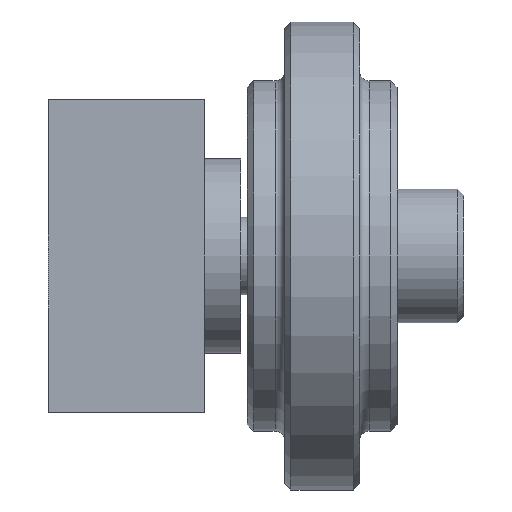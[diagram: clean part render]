
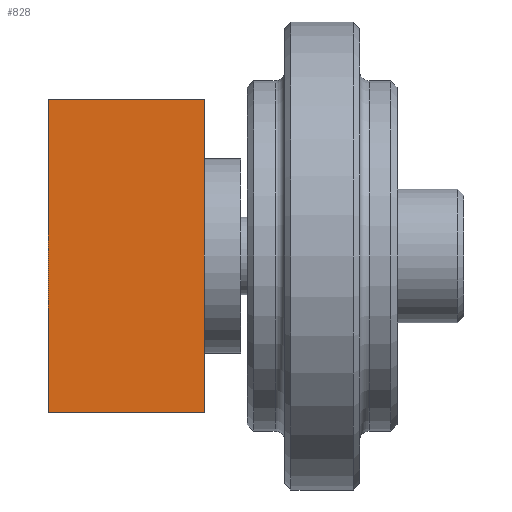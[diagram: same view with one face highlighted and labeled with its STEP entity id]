
A CAD part, front view. The second image highlights one B-rep face of the part: STEP entity #828.
In plain terms, the highlighted planar face has unit normal (0, -1, 0).
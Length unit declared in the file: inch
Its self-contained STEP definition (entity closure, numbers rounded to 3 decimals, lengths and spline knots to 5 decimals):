
#47 = CARTESIAN_POINT ( 'NONE',  ( -0.378, -1.5625, 0.5 ) ) ;
#52 = CARTESIAN_POINT ( 'NONE',  ( -0.378, -1.5625, -0.5 ) ) ;
#205 = EDGE_CURVE ( 'NONE', #1821, #242, #2953, .T. ) ;
#219 = CARTESIAN_POINT ( 'NONE',  ( -0.878, -1.5625, 0.5 ) ) ;
#242 = VERTEX_POINT ( 'NONE', #47 ) ;
#270 = LINE ( 'NONE', #2332, #2565 ) ;
#297 = ORIENTED_EDGE ( 'NONE', *, *, #557, .F. ) ;
#434 = ORIENTED_EDGE ( 'NONE', *, *, #1252, .T. ) ;
#557 = EDGE_CURVE ( 'NONE', #242, #1878, #756, .T. ) ;
#680 = LINE ( 'NONE', #2699, #1942 ) ;
#730 = CARTESIAN_POINT ( 'NONE',  ( -0.878, -1.5625, -0.5 ) ) ;
#756 = LINE ( 'NONE', #1081, #1393 ) ;
#828 = ADVANCED_FACE ( 'NONE', ( #2798 ), #1648, .F. ) ;
#1009 = DIRECTION ( 'NONE',  ( 0., 0., -1. ) ) ;
#1081 = CARTESIAN_POINT ( 'NONE',  ( -0.378, -1.5625, 0.5 ) ) ;
#1246 = ORIENTED_EDGE ( 'NONE', *, *, #2568, .T. ) ;
#1252 = EDGE_CURVE ( 'NONE', #1821, #2132, #680, .T. ) ;
#1393 = VECTOR ( 'NONE', #2745, 39.37008 ) ;
#1408 = DIRECTION ( 'NONE',  ( 1., 0., 0. ) ) ;
#1472 = ORIENTED_EDGE ( 'NONE', *, *, #205, .F. ) ;
#1483 = DIRECTION ( 'NONE',  ( 0., 0., 1. ) ) ;
#1514 = EDGE_LOOP ( 'NONE', ( #1246, #297, #1472, #434 ) ) ;
#1625 = DIRECTION ( 'NONE',  ( 1., 0., 0. ) ) ;
#1648 = PLANE ( 'NONE',  #3079 ) ;
#1821 = VERTEX_POINT ( 'NONE', #2674 ) ;
#1878 = VERTEX_POINT ( 'NONE', #52 ) ;
#1887 = CARTESIAN_POINT ( 'NONE',  ( -0.878, -1.5625, 0.5 ) ) ;
#1942 = VECTOR ( 'NONE', #1009, 39.37008 ) ;
#2132 = VERTEX_POINT ( 'NONE', #730 ) ;
#2332 = CARTESIAN_POINT ( 'NONE',  ( -0.878, -1.5625, -0.5 ) ) ;
#2359 = VECTOR ( 'NONE', #1408, 39.37008 ) ;
#2565 = VECTOR ( 'NONE', #1625, 39.37008 ) ;
#2568 = EDGE_CURVE ( 'NONE', #2132, #1878, #270, .T. ) ;
#2674 = CARTESIAN_POINT ( 'NONE',  ( -0.878, -1.5625, 0.5 ) ) ;
#2699 = CARTESIAN_POINT ( 'NONE',  ( -0.878, -1.5625, 0.5 ) ) ;
#2745 = DIRECTION ( 'NONE',  ( 0., 0., -1. ) ) ;
#2798 = FACE_OUTER_BOUND ( 'NONE', #1514, .T. ) ;
#2906 = DIRECTION ( 'NONE',  ( 0., 1., 0. ) ) ;
#2953 = LINE ( 'NONE', #219, #2359 ) ;
#3079 = AXIS2_PLACEMENT_3D ( 'NONE', #1887, #2906, #1483 ) ;
